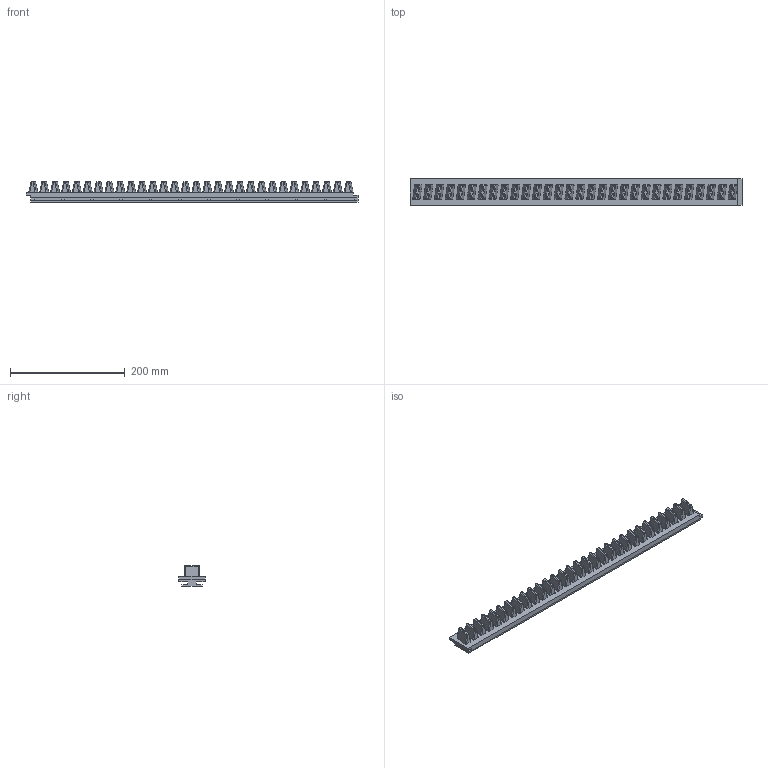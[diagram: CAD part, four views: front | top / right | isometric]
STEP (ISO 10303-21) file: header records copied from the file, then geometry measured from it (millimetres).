
FILE_DESCRIPTION(('CATIA V5 STEP Exchange','CAx-IF Rec.Pracs.--- Composite Materials ---3.4---2017-06-13'),'2;1');
FILE_NAME('DE1113-C SHOWN.stp','2024-01-04T13:21:58+00:00',('none'),('none'),'CATIA Version 5-6 Release 2022 SP3','CATIA V5 STEP AP203 v2','none');
FILE_SCHEMA(('CONFIG_CONTROL_DESIGN'));
Length unit declared in the file: inch
Products named in the file (1): DE1113-C .75 INDEX SHOWN 
Bounding box: 577.85 x 46.23 x 36.51 mm (x, y, z)
Volume: 460713.3 mm3; surface area: 138641.9 mm2
Topology: 1 solids, 1 shells, 616 faces, 1512 edges, 808 vertices
Faces by surface type: plane 256, cylinder 240, sphere 120
Entity records: 17067 total; most frequent: CARTESIAN_POINT 4454, ORIENTED_EDGE 2784, DIRECTION 2140, EDGE_CURVE 1392, VECTOR 912, LINE 912, VERTEX_POINT 808, AXIS2_PLACEMENT_3D 766
